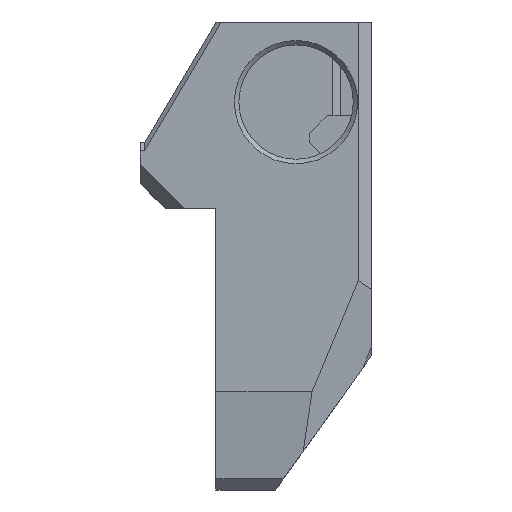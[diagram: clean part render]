
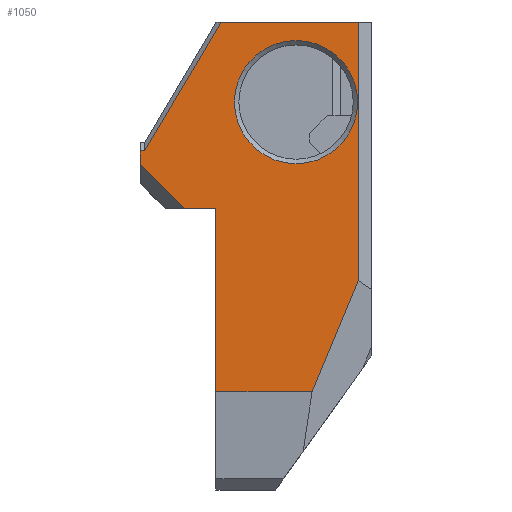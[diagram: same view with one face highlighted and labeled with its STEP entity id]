
A CAD part, left-side view. The second image highlights one B-rep face of the part: STEP entity #1050.
In plain terms, the highlighted planar face has unit normal (-1, 0, 0).
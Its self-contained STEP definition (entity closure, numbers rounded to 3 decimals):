
#1050=ADVANCED_FACE('NONE',(#2756,#2757),#2758,.F.);
#1282=EDGE_CURVE('NONE',#3122,#3122,#3123,.T.);
#1420=EDGE_CURVE('NONE',#3330,#3327,#3331,.T.);
#1502=EDGE_CURVE('NONE',#3451,#3452,#3453,.T.);
#1726=EDGE_CURVE('NONE',#3763,#3764,#3765,.T.);
#1764=EDGE_CURVE('NONE',#3815,#3452,#3816,.T.);
#1782=EDGE_CURVE('NONE',#3835,#3839,#3840,.T.);
#1938=EDGE_CURVE('NONE',#4048,#3835,#4049,.T.);
#2030=EDGE_CURVE('NONE',#3327,#3451,#4170,.T.);
#2086=EDGE_CURVE('NONE',#3330,#3763,#4234,.T.);
#2088=EDGE_CURVE('NONE',#3815,#3839,#4236,.T.);
#2756=FACE_BOUND('',#4932,.T.);
#2757=FACE_OUTER_BOUND('',#4933,.T.);
#2758=PLANE('',#4934);
#3122=VERTEX_POINT('',#5381);
#3123=CIRCLE('',#5382,13.85);
#3327=VERTEX_POINT('NONE',#5703);
#3330=VERTEX_POINT('NONE',#5708);
#3331=LINE('',#5709,#5710);
#3451=VERTEX_POINT('NONE',#5911);
#3452=VERTEX_POINT('NONE',#5912);
#3453=LINE('',#5913,#5914);
#3763=VERTEX_POINT('NONE',#6446);
#3764=VERTEX_POINT('',#6447);
#3765=LINE('',#6448,#6449);
#3815=VERTEX_POINT('NONE',#6544);
#3816=LINE('',#6545,#6546);
#3835=VERTEX_POINT('NONE',#6580);
#3839=VERTEX_POINT('NONE',#6586);
#3840=LINE('',#6587,#6588);
#4048=VERTEX_POINT('',#6950);
#4049=LINE('',#6951,#6952);
#4170=LINE('',#7173,#7174);
#4234=LINE('',#7293,#7294);
#4236=LINE('',#7297,#7298);
#4932=EDGE_LOOP('',(#8962));
#4933=EDGE_LOOP('',(#8963,#8964,#8965,#8966,#8967,#8968,#8969,#8970,#8971,#8972));
#4934=AXIS2_PLACEMENT_3D('',#8973,#8974,#8975);
#5381=CARTESIAN_POINT('',(-482.454,248.932,446.899));
#5382=AXIS2_PLACEMENT_3D('',#9885,#9886,#9887);
#5703=CARTESIAN_POINT('',(-482.454,231.475,381.787));
#5708=CARTESIAN_POINT('',(-482.454,253.082,381.787));
#5709=CARTESIAN_POINT('',(-482.454,253.082,381.787));
#5710=VECTOR('',#9992,1.0);
#5911=CARTESIAN_POINT('',(-482.454,221.082,406.784));
#5912=CARTESIAN_POINT('',(-482.454,221.082,464.899));
#5913=CARTESIAN_POINT('',(-482.454,221.082,364.899));
#5914=VECTOR('',#10033,1.0);
#6446=CARTESIAN_POINT('',(-482.454,253.082,422.899));
#6447=CARTESIAN_POINT('',(-482.454,260.14,422.899));
#6448=CARTESIAN_POINT('',(-482.454,251.082,422.899));
#6449=VECTOR('',#10147,1.0);
#6544=CARTESIAN_POINT('',(-482.454,251.92,464.899));
#6545=CARTESIAN_POINT('',(-482.454,220.082,464.899));
#6546=VECTOR('',#10167,1.0);
#6580=CARTESIAN_POINT('',(-482.454,270.082,435.937));
#6586=CARTESIAN_POINT('',(-482.454,269.082,435.937));
#6587=CARTESIAN_POINT('',(-482.454,290.263,435.937));
#6588=VECTOR('',#10176,1.0);
#6950=CARTESIAN_POINT('',(-482.454,270.082,432.842));
#6951=CARTESIAN_POINT('',(-482.454,270.082,422.899));
#6952=VECTOR('',#10256,1.0);
#7173=CARTESIAN_POINT('',(-482.454,226.325,394.174));
#7174=VECTOR('',#10301,1.0);
#7293=CARTESIAN_POINT('',(-482.454,253.082,428.849));
#7294=VECTOR('',#10329,1.0);
#7297=CARTESIAN_POINT('',(-482.454,286.983,405.729));
#7298=VECTOR('',#10330,1.0);
#8962=ORIENTED_EDGE('',*,*,#1282,.T.);
#8963=ORIENTED_EDGE('',*,*,#1938,.F.);
#8964=ORIENTED_EDGE('',*,*,#10463,.T.);
#8965=ORIENTED_EDGE('',*,*,#1726,.F.);
#8966=ORIENTED_EDGE('',*,*,#2086,.F.);
#8967=ORIENTED_EDGE('',*,*,#1420,.T.);
#8968=ORIENTED_EDGE('',*,*,#2030,.T.);
#8969=ORIENTED_EDGE('',*,*,#1502,.T.);
#8970=ORIENTED_EDGE('',*,*,#1764,.F.);
#8971=ORIENTED_EDGE('',*,*,#2088,.T.);
#8972=ORIENTED_EDGE('',*,*,#1782,.F.);
#8973=CARTESIAN_POINT('',(-482.454,218.082,364.899));
#8974=DIRECTION('',(1.0,0.0,-0.0));
#8975=DIRECTION('',(0.0,0.0,1.0));
#9885=CARTESIAN_POINT('',(-482.454,235.082,446.899));
#9886=DIRECTION('',(1.0,0.0,0.0));
#9887=DIRECTION('',(0.0,1.0,0.0));
#9992=DIRECTION('',(0.0,-1.0,0.0));
#10033=DIRECTION('',(0.0,0.0,1.0));
#10147=DIRECTION('',(0.0,1.0,0.0));
#10167=DIRECTION('',(0.0,-1.0,0.0));
#10176=DIRECTION('',(0.0,-1.0,0.0));
#10256=DIRECTION('',(0.,0.0,1.0));
#10301=DIRECTION('',(0.0,-0.384,0.923));
#10329=DIRECTION('',(0.0,0.0,1.0));
#10330=DIRECTION('',(0.0,0.51,-0.86));
#10463=EDGE_CURVE('',#4048,#3764,#10693,.T.);
#10693=LINE('',#10928,#10929);
#10928=CARTESIAN_POINT('',(-482.454,262.261,425.02));
#10929=VECTOR('',#11170,1.0);
#11170=DIRECTION('',(0.0,-0.707,-0.707));
